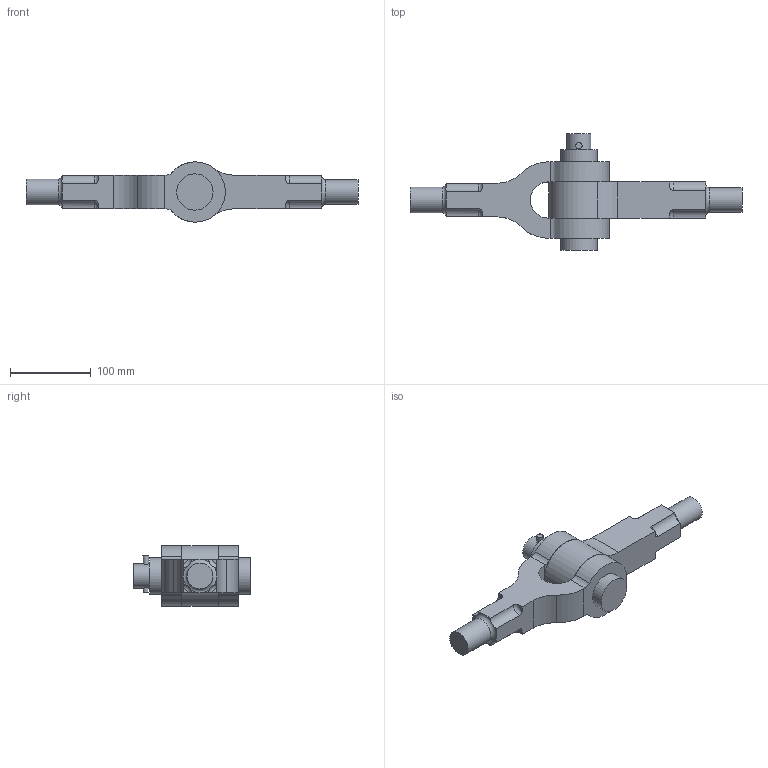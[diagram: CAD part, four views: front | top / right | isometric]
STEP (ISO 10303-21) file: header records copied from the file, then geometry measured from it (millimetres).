
FILE_DESCRIPTION(/* description */ (''),/* implementation_level */ '2;1');
FILE_NAME(/* name */ 'knuckle joint.step',/* time_stamp */ '2025-07-20T00:50:16+05:30',/* author */ (''),/* organization */ (''),/* preprocessor_version */ 'ST-DEVELOPER v20.1',/* originating_system */ 'Autodesk Translation Framework v14.10.0.0',/* authorisation */ '');
FILE_SCHEMA (('AUTOMOTIVE_DESIGN { 1 0 10303 214 3 1 1 }'));
Length unit declared in the file: millimetre
Products named in the file (6): Eye; eye_1; pin; washer; Taper pin; fork
Assembly tree (5 placements, depth 2):
  Eye
    eye_1
    pin
    washer
    Taper pin
    fork
Bounding box: 412.32 x 145 x 75 mm (x, y, z)
Volume: 1022161.3 mm3; surface area: 133439.5 mm2
Topology: 5 solids, 5 shells, 81 faces, 204 edges, 135 vertices
Faces by surface type: plane 38, cylinder 32, torus 10, cone 1
Full cylindrical faces by diameter (mm): 7 x1, 30 x6, 32 x1, 45 x2
Entity records: 2800 total; most frequent: CARTESIAN_POINT 567, DIRECTION 485, ORIENTED_EDGE 408, EDGE_CURVE 204, AXIS2_PLACEMENT_3D 197, VERTEX_POINT 135, CIRCLE 105, EDGE_LOOP 93
